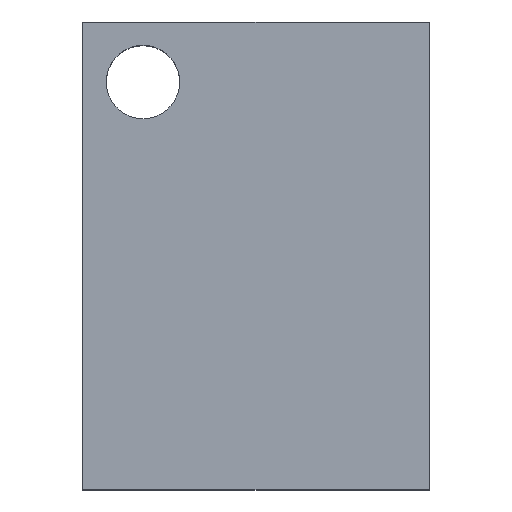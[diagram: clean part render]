
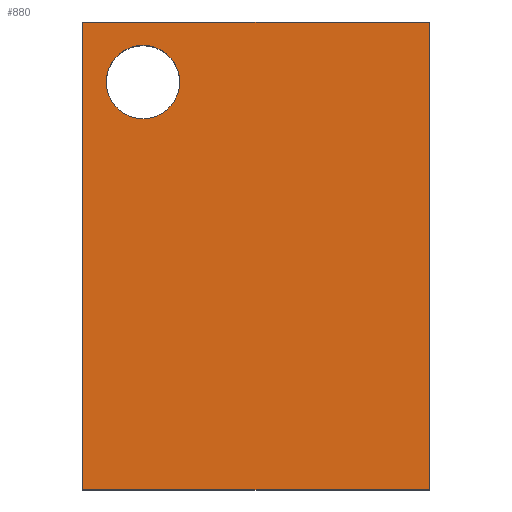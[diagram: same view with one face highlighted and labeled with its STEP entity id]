
A CAD part, top view. The second image highlights one B-rep face of the part: STEP entity #880.
In plain terms, the highlighted planar face has unit normal (0, 0, 1).
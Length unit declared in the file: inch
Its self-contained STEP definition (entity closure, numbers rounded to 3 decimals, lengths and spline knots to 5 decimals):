
#73=DIRECTION('',(0.,-1.,0.));
#74=VECTOR('',#73,2.188);
#75=CARTESIAN_POINT('',(0.,0.,1.25));
#76=LINE('',#75,#74);
#77=DIRECTION('',(-1.,0.,0.));
#78=VECTOR('',#77,1.62);
#79=CARTESIAN_POINT('',(1.62,0.,1.25));
#80=LINE('',#79,#78);
#81=DIRECTION('',(0.,1.,0.));
#82=VECTOR('',#81,2.188);
#83=CARTESIAN_POINT('',(1.62,-2.188,1.25));
#84=LINE('',#83,#82);
#85=DIRECTION('',(1.,0.,0.));
#86=VECTOR('',#85,1.62);
#87=CARTESIAN_POINT('',(0.,-2.188,1.25));
#88=LINE('',#87,#86);
#89=CARTESIAN_POINT('',(0.281,-0.281,1.25));
#90=DIRECTION('',(0.,0.,1.));
#91=DIRECTION('',(0.,1.,0.));
#92=AXIS2_PLACEMENT_3D('',#89,#90,#91);
#94=CARTESIAN_POINT('',(0.281,-0.281,1.25));
#95=DIRECTION('',(0.,0.,1.));
#96=DIRECTION('',(0.,-1.,0.));
#97=AXIS2_PLACEMENT_3D('',#94,#95,#96);
#641=CARTESIAN_POINT('',(0.,0.,1.25));
#642=CARTESIAN_POINT('',(0.,-2.188,1.25));
#643=VERTEX_POINT('',#641);
#644=VERTEX_POINT('',#642);
#645=CARTESIAN_POINT('',(1.62,-2.188,1.25));
#646=VERTEX_POINT('',#645);
#647=CARTESIAN_POINT('',(1.62,0.,1.25));
#648=VERTEX_POINT('',#647);
#653=CARTESIAN_POINT('',(0.281,-0.109,1.25));
#654=CARTESIAN_POINT('',(0.281,-0.453,1.25));
#655=VERTEX_POINT('',#653);
#656=VERTEX_POINT('',#654);
#863=CARTESIAN_POINT('',(0.,0.,1.25));
#864=DIRECTION('',(0.,0.,1.));
#865=DIRECTION('',(1.,0.,0.));
#866=AXIS2_PLACEMENT_3D('',#863,#864,#865);
#867=PLANE('',#866);
#868=ORIENTED_EDGE('',*,*,#797,.F.);
#869=ORIENTED_EDGE('',*,*,#818,.F.);
#870=ORIENTED_EDGE('',*,*,#838,.F.);
#871=ORIENTED_EDGE('',*,*,#851,.F.);
#872=EDGE_LOOP('',(#868,#869,#870,#871));
#873=FACE_OUTER_BOUND('',#872,.F.);
#875=ORIENTED_EDGE('',*,*,#874,.T.);
#877=ORIENTED_EDGE('',*,*,#876,.T.);
#878=EDGE_LOOP('',(#875,#877));
#879=FACE_BOUND('',#878,.F.);
#880=ADVANCED_FACE('',(#873,#879),#867,.T.);
#93=CIRCLE('',#92,0.172);
#98=CIRCLE('',#97,0.172);
#797=EDGE_CURVE('',#643,#644,#76,.T.);
#818=EDGE_CURVE('',#648,#643,#80,.T.);
#838=EDGE_CURVE('',#646,#648,#84,.T.);
#851=EDGE_CURVE('',#644,#646,#88,.T.);
#874=EDGE_CURVE('',#655,#656,#93,.T.);
#876=EDGE_CURVE('',#656,#655,#98,.T.);
